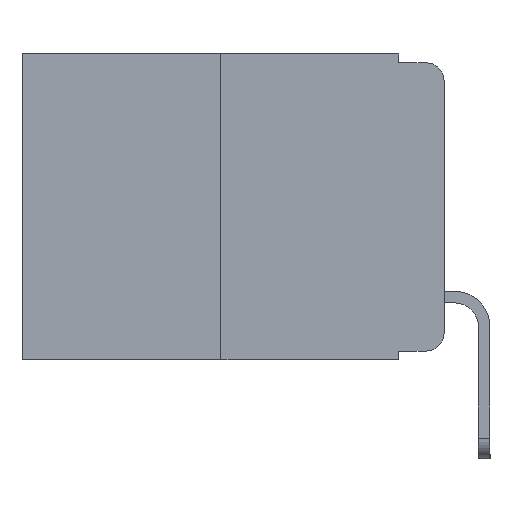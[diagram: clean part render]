
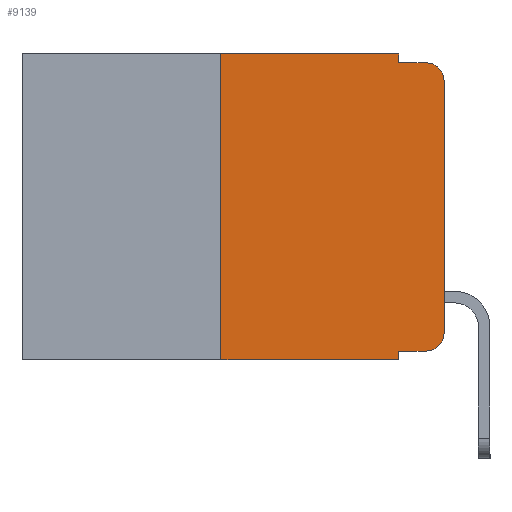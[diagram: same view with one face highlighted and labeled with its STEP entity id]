
A CAD part, left-side view. The second image highlights one B-rep face of the part: STEP entity #9139.
In plain terms, the highlighted planar face has unit normal (-1, 0, 0).
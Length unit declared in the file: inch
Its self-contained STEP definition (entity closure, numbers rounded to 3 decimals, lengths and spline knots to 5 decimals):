
#5 = ORIENTED_EDGE ( 'NONE', *, *, #10754, .T. ) ;
#617 = CARTESIAN_POINT ( 'NONE',  ( 0., 0.02, -0.333 ) ) ;
#988 = DIRECTION ( 'NONE',  ( 0., 0., 1. ) ) ;
#1075 = ORIENTED_EDGE ( 'NONE', *, *, #4956, .T. ) ;
#1607 = DIRECTION ( 'NONE',  ( 0., 0., -1. ) ) ;
#1997 = VERTEX_POINT ( 'NONE', #12712 ) ;
#2028 = DIRECTION ( 'NONE',  ( 0., -1., 0. ) ) ;
#2225 = DIRECTION ( 'NONE',  ( -1., 0., 0. ) ) ;
#2354 = ORIENTED_EDGE ( 'NONE', *, *, #5364, .F. ) ;
#2360 = CARTESIAN_POINT ( 'NONE',  ( 0., 0., 0. ) ) ;
#2429 = CARTESIAN_POINT ( 'NONE',  ( 0., 0.051, -0.01 ) ) ;
#3048 = CIRCLE ( 'NONE', #9615, 0.02 ) ;
#3109 = DIRECTION ( 'NONE',  ( 0., 0., -1. ) ) ;
#3153 = CARTESIAN_POINT ( 'NONE',  ( 0., 0.02, -0.313 ) ) ;
#3245 = VERTEX_POINT ( 'NONE', #11531 ) ;
#3438 = VERTEX_POINT ( 'NONE', #8082 ) ;
#3498 = CARTESIAN_POINT ( 'NONE',  ( 0., 0.25, 0. ) ) ;
#3505 = CARTESIAN_POINT ( 'NONE',  ( 0., 0.473, 0. ) ) ;
#3604 = EDGE_CURVE ( 'NONE', #3438, #12559, #12372, .T. ) ;
#3656 = DIRECTION ( 'NONE',  ( 0., 0., -1. ) ) ;
#3710 = ORIENTED_EDGE ( 'NONE', *, *, #6574, .F. ) ;
#3783 = VECTOR ( 'NONE', #988, 39.37008 ) ;
#4519 = LINE ( 'NONE', #6464, #8054 ) ;
#4616 = EDGE_LOOP ( 'NONE', ( #11670, #5, #6453, #11022, #2354, #9424, #5764, #3710, #6680, #1075 ) ) ;
#4798 = AXIS2_PLACEMENT_3D ( 'NONE', #3505, #10608, #5566 ) ;
#4956 = EDGE_CURVE ( 'NONE', #10115, #6090, #3048, .T. ) ;
#4957 = EDGE_CURVE ( 'NONE', #5117, #3245, #11243, .T. ) ;
#5117 = VERTEX_POINT ( 'NONE', #2429 ) ;
#5364 = EDGE_CURVE ( 'NONE', #12559, #1997, #12083, .T. ) ;
#5538 = LINE ( 'NONE', #11555, #11978 ) ;
#5566 = DIRECTION ( 'NONE',  ( 0., 0., -1. ) ) ;
#5599 = CARTESIAN_POINT ( 'NONE',  ( 0., 0.051, -0.333 ) ) ;
#5603 = VECTOR ( 'NONE', #2028, 39.37008 ) ;
#5764 = ORIENTED_EDGE ( 'NONE', *, *, #11741, .T. ) ;
#6090 = VERTEX_POINT ( 'NONE', #9255 ) ;
#6107 = CARTESIAN_POINT ( 'NONE',  ( 0., 0.25, 0. ) ) ;
#6294 = CARTESIAN_POINT ( 'NONE',  ( 0., 0.051, -0.01 ) ) ;
#6342 = DIRECTION ( 'NONE',  ( 0., -1., 0. ) ) ;
#6453 = ORIENTED_EDGE ( 'NONE', *, *, #4957, .F. ) ;
#6464 = CARTESIAN_POINT ( 'NONE',  ( 0., 0.473, -0.343 ) ) ;
#6529 = DIRECTION ( 'NONE',  ( 0., -1., 0. ) ) ;
#6574 = EDGE_CURVE ( 'NONE', #11329, #7638, #5538, .T. ) ;
#6644 = CARTESIAN_POINT ( 'NONE',  ( 0., 0., -0.03 ) ) ;
#6680 = ORIENTED_EDGE ( 'NONE', *, *, #11286, .T. ) ;
#6717 = LINE ( 'NONE', #10683, #12876 ) ;
#6983 = VERTEX_POINT ( 'NONE', #6644 ) ;
#7301 = LINE ( 'NONE', #2360, #3783 ) ;
#7638 = VERTEX_POINT ( 'NONE', #9801 ) ;
#7751 = PLANE ( 'NONE',  #4798 ) ;
#8054 = VECTOR ( 'NONE', #6529, 39.37008 ) ;
#8082 = CARTESIAN_POINT ( 'NONE',  ( 0., 0.25, -0.343 ) ) ;
#8111 = CARTESIAN_POINT ( 'NONE',  ( 0., 0.473, 0. ) ) ;
#8148 = CARTESIAN_POINT ( 'NONE',  ( 0., 0.02, -0.03 ) ) ;
#8184 = DIRECTION ( 'NONE',  ( 0., -1., 0. ) ) ;
#8392 = DIRECTION ( 'NONE',  ( 0., 0., -1. ) ) ;
#9070 = CIRCLE ( 'NONE', #9929, 0.02 ) ;
#9077 = DIRECTION ( 'NONE',  ( -1., 0., 0. ) ) ;
#9139 = ADVANCED_FACE ( 'NONE', ( #10805 ), #7751, .F. ) ;
#9176 = CARTESIAN_POINT ( 'NONE',  ( 0., 0.051, -0.333 ) ) ;
#9255 = CARTESIAN_POINT ( 'NONE',  ( 0., 0., -0.313 ) ) ;
#9424 = ORIENTED_EDGE ( 'NONE', *, *, #3604, .F. ) ;
#9615 = AXIS2_PLACEMENT_3D ( 'NONE', #3153, #2225, #8392 ) ;
#9801 = CARTESIAN_POINT ( 'NONE',  ( 0., 0.051, -0.343 ) ) ;
#9929 = AXIS2_PLACEMENT_3D ( 'NONE', #8148, #9077, #3109 ) ;
#9949 = VECTOR ( 'NONE', #8184, 39.37008 ) ;
#10115 = VERTEX_POINT ( 'NONE', #617 ) ;
#10608 = DIRECTION ( 'NONE',  ( 1., 0., 0. ) ) ;
#10653 = VECTOR ( 'NONE', #11581, 39.37008 ) ;
#10679 = VECTOR ( 'NONE', #6342, 39.37008 ) ;
#10683 = CARTESIAN_POINT ( 'NONE',  ( 0., 0.051, 0. ) ) ;
#10754 = EDGE_CURVE ( 'NONE', #6983, #3245, #9070, .T. ) ;
#10805 = FACE_OUTER_BOUND ( 'NONE', #4616, .T. ) ;
#11022 = ORIENTED_EDGE ( 'NONE', *, *, #11790, .F. ) ;
#11162 = LINE ( 'NONE', #9176, #9949 ) ;
#11243 = LINE ( 'NONE', #6294, #5603 ) ;
#11286 = EDGE_CURVE ( 'NONE', #11329, #10115, #11162, .T. ) ;
#11329 = VERTEX_POINT ( 'NONE', #5599 ) ;
#11531 = CARTESIAN_POINT ( 'NONE',  ( 0., 0.02, -0.01 ) ) ;
#11555 = CARTESIAN_POINT ( 'NONE',  ( 0., 0.051, 0. ) ) ;
#11581 = DIRECTION ( 'NONE',  ( 0., 0., 1. ) ) ;
#11670 = ORIENTED_EDGE ( 'NONE', *, *, #12003, .T. ) ;
#11741 = EDGE_CURVE ( 'NONE', #3438, #7638, #4519, .T. ) ;
#11790 = EDGE_CURVE ( 'NONE', #1997, #5117, #6717, .T. ) ;
#11978 = VECTOR ( 'NONE', #1607, 39.37008 ) ;
#12003 = EDGE_CURVE ( 'NONE', #6090, #6983, #7301, .T. ) ;
#12083 = LINE ( 'NONE', #8111, #10679 ) ;
#12372 = LINE ( 'NONE', #3498, #10653 ) ;
#12559 = VERTEX_POINT ( 'NONE', #6107 ) ;
#12712 = CARTESIAN_POINT ( 'NONE',  ( 0., 0.051, 0. ) ) ;
#12876 = VECTOR ( 'NONE', #3656, 39.37008 ) ;
